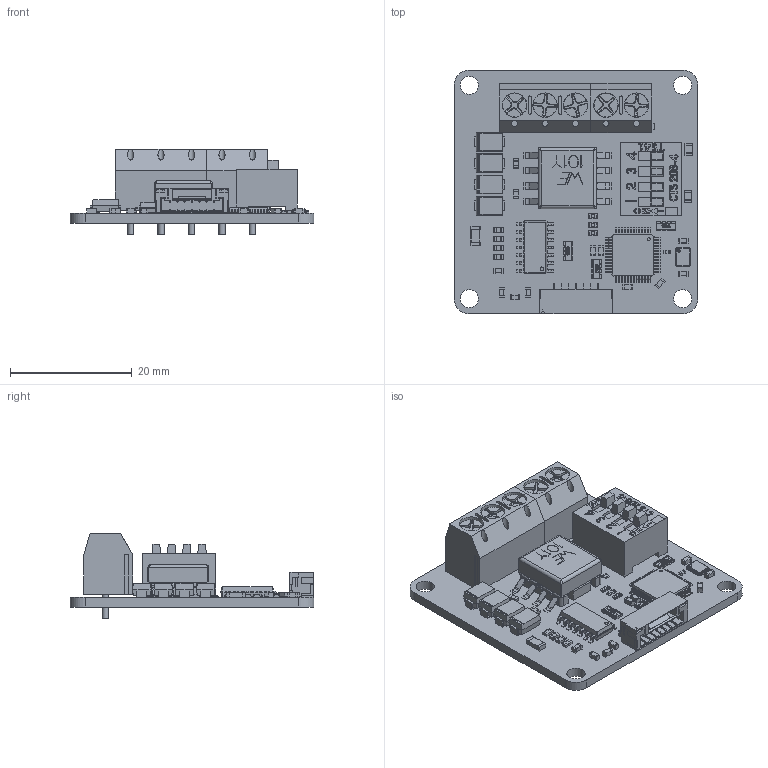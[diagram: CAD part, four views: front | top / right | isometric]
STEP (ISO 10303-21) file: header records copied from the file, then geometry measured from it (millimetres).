
FILE_DESCRIPTION(('FreeCAD Model'),'2;1');
FILE_NAME('rs485.step', '2017-05-05T12:24:56',('kicad StepUp'),('ksu MCAD'), 'Open CASCADE STEP processor 6.8','FreeCAD','Unknown');
FILE_SCHEMA(('AUTOMOTIVE_DESIGN_CC2 { 1 2 10303 214 -1 1 5 4 }'));
Length unit declared in the file: millimetre
Products named in the file (38): Pcb; 744205_; R_4x0603_; R_4x0603_001; 3225_; lqfp48_7x7_p05_; soic_14_39x87_p127_; R_4x0603_002; Fusion_; D_0603_red_; D_0603_blue_; DO-214AC_; DO-214AC_001; DO-214AC_002; DO-214AC_003; 7Pin_Stecker_; dip_switch_; R_0603_; C_0603_; C_0603_001; C_0603_002; C_0603_003; C_0603_004; C_0603_005; C_0603_006; C_0603_007; C_0603_008; C_0603_009; Fusion008_; R_0603_001; R_0603_002; R_0402_; R_0805_; R_0805_001; R_0603_003; R_0603_004; R_0603_005; C_1206_
Bounding box: 40 x 40 x 14 mm (x, y, z)
Volume: 5067.6 mm3; surface area: 8649.9 mm2
Topology: 54 solids, 54 shells, 4624 faces, 12606 edges, 8202 vertices
Faces by surface type: plane 3069, cylinder 973, bspline 548, torus 20, sphere 10, revolution 4
Full cylindrical faces by diameter (mm): 0.3 x1, 0.36 x1, 0.46 x1, 0.5 x9, 0.6 x1, 0.762 x8, 1 x10, 1.3 x5, 2.4 x10, 3 x9, 3.9 x5, 4 x5
Entity records: 176771 total; most frequent: CARTESIAN_POINT 32345, ORIENTED_EDGE 25164, DIRECTION 21703, EDGE_CURVE 12582, LINE 9619, VECTOR 9619, VERTEX_POINT 8202, AXIS2_PLACEMENT_3D 6040
